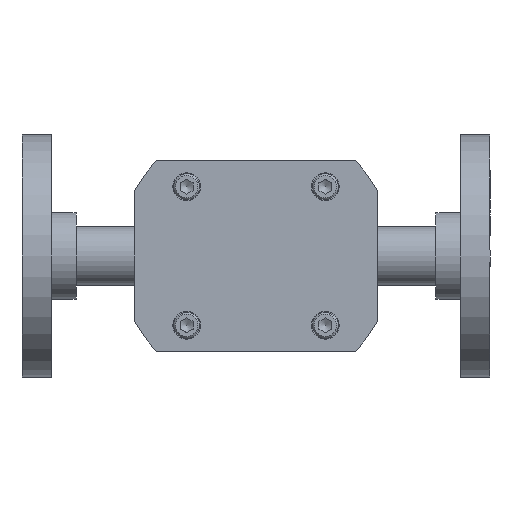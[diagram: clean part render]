
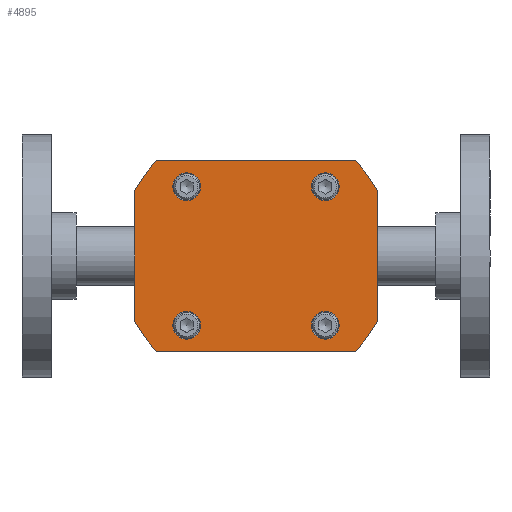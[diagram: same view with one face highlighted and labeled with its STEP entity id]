
A CAD part, front view. The second image highlights one B-rep face of the part: STEP entity #4895.
In plain terms, the highlighted planar face has unit normal (0, -1, 0).
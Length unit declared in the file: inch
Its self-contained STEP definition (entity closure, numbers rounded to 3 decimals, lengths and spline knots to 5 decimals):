
#4448=CARTESIAN_POINT('',(1.75,0.,0.94216));
#4449=VERTEX_POINT('',#4448);
#4456=CARTESIAN_POINT('',(1.75,0.,-0.94216));
#4457=VERTEX_POINT('',#4456);
#4458=CARTESIAN_POINT('',(1.75,0.,-0.94216));
#4459=DIRECTION('',(0.0,0.0,1.0));
#4460=VECTOR('',#4459,1.88431);
#4461=LINE('',#4458,#4460);
#4462=EDGE_CURVE('',#4457,#4449,#4461,.T.);
#4502=CARTESIAN_POINT('',(1.43511,0.,-1.375));
#4503=VERTEX_POINT('',#4502);
#4510=CARTESIAN_POINT('',(-1.43511,0.,-1.375));
#4511=VERTEX_POINT('',#4510);
#4512=CARTESIAN_POINT('',(-1.43511,0.,-1.375));
#4513=DIRECTION('',(1.0,0.0,0.0));
#4514=VECTOR('',#4513,2.87021);
#4515=LINE('',#4512,#4514);
#4516=EDGE_CURVE('',#4511,#4503,#4515,.T.);
#4556=CARTESIAN_POINT('',(-1.75,0.,-0.94216));
#4557=VERTEX_POINT('',#4556);
#4564=CARTESIAN_POINT('',(-1.75,0.,0.94216));
#4565=VERTEX_POINT('',#4564);
#4566=CARTESIAN_POINT('',(-1.75,0.,0.94216));
#4567=DIRECTION('',(0.0,0.0,-1.0));
#4568=VECTOR('',#4567,1.88431);
#4569=LINE('',#4566,#4568);
#4570=EDGE_CURVE('',#4565,#4557,#4569,.T.);
#4611=CARTESIAN_POINT('',(-1.,0.,0.8));
#4612=VERTEX_POINT('',#4611);
#4613=CARTESIAN_POINT('',(-1.,0.,1.));
#4614=DIRECTION('',(0.0,1.0,0.0));
#4615=DIRECTION('',(0.0,0.0,-1.0));
#4616=AXIS2_PLACEMENT_3D('',#4613,#4614,#4615);
#4617=CIRCLE('',#4616,0.2);
#4618=EDGE_CURVE('',#4612,#4612,#4617,.T.);
#4652=CARTESIAN_POINT('',(-0.8,0.,-1.));
#4653=VERTEX_POINT('',#4652);
#4654=CARTESIAN_POINT('',(-1.,0.,-1.));
#4655=DIRECTION('',(0.0,1.0,0.0));
#4656=DIRECTION('',(1.0,0.0,0.0));
#4657=AXIS2_PLACEMENT_3D('',#4654,#4655,#4656);
#4658=CIRCLE('',#4657,0.2);
#4659=EDGE_CURVE('',#4653,#4653,#4658,.T.);
#4701=CARTESIAN_POINT('',(1.,0.,-0.8));
#4702=VERTEX_POINT('',#4701);
#4703=CARTESIAN_POINT('',(1.,0.,-1.));
#4704=DIRECTION('',(0.0,1.0,0.0));
#4705=DIRECTION('',(0.0,0.0,1.0));
#4706=AXIS2_PLACEMENT_3D('',#4703,#4704,#4705);
#4707=CIRCLE('',#4706,0.2);
#4708=EDGE_CURVE('',#4702,#4702,#4707,.T.);
#4750=CARTESIAN_POINT('',(0.8,0.,1.));
#4751=VERTEX_POINT('',#4750);
#4752=CARTESIAN_POINT('',(1.,0.,1.));
#4753=DIRECTION('',(0.0,1.0,0.0));
#4754=DIRECTION('',(-1.0,0.0,0.0));
#4755=AXIS2_PLACEMENT_3D('',#4752,#4753,#4754);
#4756=CIRCLE('',#4755,0.2);
#4757=EDGE_CURVE('',#4751,#4751,#4756,.T.);
#4770=CARTESIAN_POINT('',(1.43511,0.,1.375));
#4771=VERTEX_POINT('',#4770);
#4778=CARTESIAN_POINT('',(0.0,0.0,0.0));
#4779=DIRECTION('',(0.,-1.0,0.));
#4780=DIRECTION('',(-0.722,0.,-0.692));
#4781=AXIS2_PLACEMENT_3D('',#4778,#4779,#4780);
#4782=CIRCLE('',#4781,1.9875);
#4783=EDGE_CURVE('',#4449,#4771,#4782,.T.);
#4795=CARTESIAN_POINT('',(-1.43511,0.,1.375));
#4796=VERTEX_POINT('',#4795);
#4803=CARTESIAN_POINT('',(1.43511,0.,1.375));
#4804=DIRECTION('',(-1.0,0.0,0.0));
#4805=VECTOR('',#4804,2.87021);
#4806=LINE('',#4803,#4805);
#4807=EDGE_CURVE('',#4771,#4796,#4806,.T.);
#4820=CARTESIAN_POINT('',(0.0,0.0,0.0));
#4821=DIRECTION('',(0.,-1.0,0.));
#4822=DIRECTION('',(0.881,0.,-0.474));
#4823=AXIS2_PLACEMENT_3D('',#4820,#4821,#4822);
#4824=CIRCLE('',#4823,1.9875);
#4825=EDGE_CURVE('',#4796,#4565,#4824,.T.);
#4838=CARTESIAN_POINT('',(0.0,0.0,0.0));
#4839=DIRECTION('',(0.,-1.0,0.));
#4840=DIRECTION('',(0.722,0.,0.692));
#4841=AXIS2_PLACEMENT_3D('',#4838,#4839,#4840);
#4842=CIRCLE('',#4841,1.9875);
#4843=EDGE_CURVE('',#4557,#4511,#4842,.T.);
#4856=CARTESIAN_POINT('',(0.0,0.0,0.0));
#4857=DIRECTION('',(0.,-1.,0.));
#4858=DIRECTION('',(-0.881,0.,0.474));
#4859=AXIS2_PLACEMENT_3D('',#4856,#4857,#4858);
#4860=CIRCLE('',#4859,1.9875);
#4861=EDGE_CURVE('',#4503,#4457,#4860,.T.);
#4868=CARTESIAN_POINT('',(0.,0.,0.));
#4869=DIRECTION('',(0.0,1.0,0.0));
#4870=DIRECTION('',(0.0,0.0,-1.0));
#4871=AXIS2_PLACEMENT_3D('',#4868,#4869,#4870);
#4872=PLANE('',#4871);
#4873=ORIENTED_EDGE('',*,*,#4462,.T.);
#4874=ORIENTED_EDGE('',*,*,#4783,.T.);
#4875=ORIENTED_EDGE('',*,*,#4807,.T.);
#4876=ORIENTED_EDGE('',*,*,#4825,.T.);
#4877=ORIENTED_EDGE('',*,*,#4570,.T.);
#4878=ORIENTED_EDGE('',*,*,#4843,.T.);
#4879=ORIENTED_EDGE('',*,*,#4516,.T.);
#4880=ORIENTED_EDGE('',*,*,#4861,.T.);
#4881=EDGE_LOOP('',(#4873,#4874,#4875,#4876,#4877,#4878,#4879,#4880));
#4882=FACE_OUTER_BOUND('',#4881,.T.);
#4883=ORIENTED_EDGE('',*,*,#4618,.T.);
#4884=EDGE_LOOP('',(#4883));
#4885=FACE_BOUND('',#4884,.T.);
#4886=ORIENTED_EDGE('',*,*,#4659,.T.);
#4887=EDGE_LOOP('',(#4886));
#4888=FACE_BOUND('',#4887,.T.);
#4889=ORIENTED_EDGE('',*,*,#4708,.T.);
#4890=EDGE_LOOP('',(#4889));
#4891=FACE_BOUND('',#4890,.T.);
#4892=ORIENTED_EDGE('',*,*,#4757,.T.);
#4893=EDGE_LOOP('',(#4892));
#4894=FACE_BOUND('',#4893,.T.);
#4895=ADVANCED_FACE('',(#4882,#4885,#4888,#4891,#4894),#4872,.F.);
